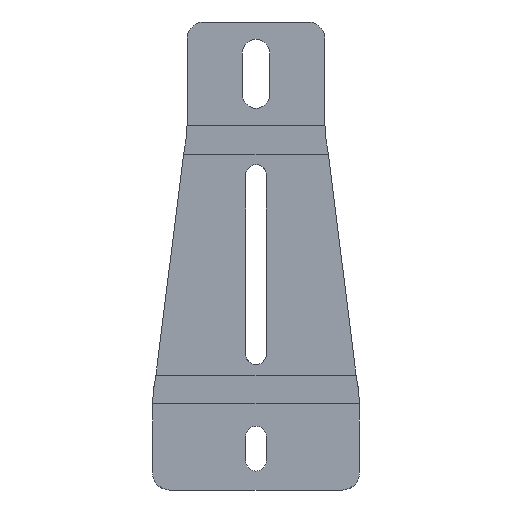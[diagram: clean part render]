
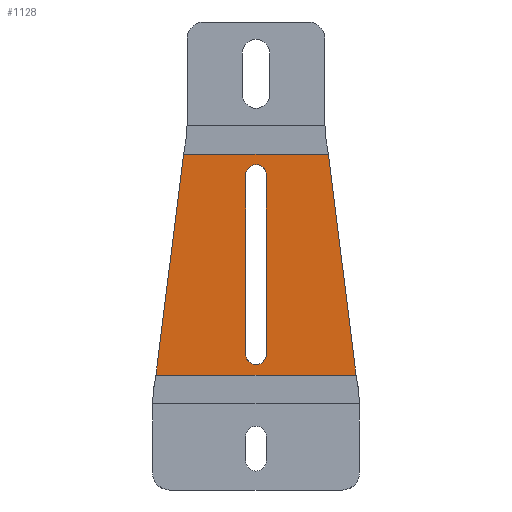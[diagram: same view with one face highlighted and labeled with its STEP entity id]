
A CAD part, front view. The second image highlights one B-rep face of the part: STEP entity #1128.
In plain terms, the highlighted planar face has unit normal (0, -1, 0).
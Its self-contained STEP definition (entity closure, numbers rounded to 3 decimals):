
#455=CARTESIAN_POINT('Vertex',(-29.,29.,8.)) ;
#490=CARTESIAN_POINT('Vertex',(29.,29.,8.)) ;
#493=CARTESIAN_POINT('Line Origine',(0.,29.,8.)) ;
#550=CARTESIAN_POINT('Line Origine',(25.,29.,40.)) ;
#554=CARTESIAN_POINT('Vertex',(21.,29.,72.)) ;
#1026=CARTESIAN_POINT('Vertex',(-21.,29.,72.)) ;
#1055=CARTESIAN_POINT('Line Origine',(0.,29.,72.)) ;
#1067=CARTESIAN_POINT('Axis2P3D Location',(0.,29.,72.)) ;
#1073=CARTESIAN_POINT('Control Point',(-29.,29.,8.)) ;
#1074=CARTESIAN_POINT('Control Point',(-21.,29.,72.)) ;
#1083=CARTESIAN_POINT('Control Point',(-3.,29.,14.)) ;
#1084=CARTESIAN_POINT('Control Point',(-3.,29.,13.058)) ;
#1085=CARTESIAN_POINT('Control Point',(-2.63,29.,12.115)) ;
#1086=CARTESIAN_POINT('Control Point',(-1.885,29.,11.37)) ;
#1087=CARTESIAN_POINT('Control Point',(0.,29.,10.63)) ;
#1088=CARTESIAN_POINT('Control Point',(1.885,29.,11.37)) ;
#1089=CARTESIAN_POINT('Control Point',(2.63,29.,12.115)) ;
#1090=CARTESIAN_POINT('Control Point',(3.,29.,13.058)) ;
#1091=CARTESIAN_POINT('Control Point',(3.,29.,14.)) ;
#1092=CARTESIAN_POINT('Vertex',(-3.,29.,14.)) ;
#1094=CARTESIAN_POINT('Vertex',(3.,29.,14.)) ;
#1097=CARTESIAN_POINT('Line Origine',(-3.,29.,40.)) ;
#1101=CARTESIAN_POINT('Vertex',(-3.,29.,66.)) ;
#1105=CARTESIAN_POINT('Control Point',(3.,29.,66.)) ;
#1106=CARTESIAN_POINT('Control Point',(3.,29.,66.942)) ;
#1107=CARTESIAN_POINT('Control Point',(2.63,29.,67.885)) ;
#1108=CARTESIAN_POINT('Control Point',(1.885,29.,68.63)) ;
#1109=CARTESIAN_POINT('Control Point',(0.,29.,69.37)) ;
#1110=CARTESIAN_POINT('Control Point',(-1.885,29.,68.63)) ;
#1111=CARTESIAN_POINT('Control Point',(-2.63,29.,67.885)) ;
#1112=CARTESIAN_POINT('Control Point',(-3.,29.,66.942)) ;
#1113=CARTESIAN_POINT('Control Point',(-3.,29.,66.)) ;
#1114=CARTESIAN_POINT('Vertex',(3.,29.,66.)) ;
#1117=CARTESIAN_POINT('Line Origine',(3.,29.,40.)) ;
#494=DIRECTION('Vector Direction',(1.,0.,0.)) ;
#551=DIRECTION('Vector Direction',(0.124,0.,-0.992)) ;
#1056=DIRECTION('Vector Direction',(1.,0.,0.)) ;
#1068=DIRECTION('Axis2P3D Direction',(0.,-1.,0.)) ;
#1069=DIRECTION('Axis2P3D XDirection',(0.,0.,-1.)) ;
#1098=DIRECTION('Vector Direction',(0.,0.,-1.)) ;
#1118=DIRECTION('Vector Direction',(0.,0.,-1.)) ;
#1070=AXIS2_PLACEMENT_3D('Plane Axis2P3D',#1067,#1068,#1069) ;
#1077=ORIENTED_EDGE('',*,*,#1059,.F.) ;
#1078=ORIENTED_EDGE('',*,*,#1075,.F.) ;
#1079=ORIENTED_EDGE('',*,*,#497,.T.) ;
#1080=ORIENTED_EDGE('',*,*,#556,.F.) ;
#1123=ORIENTED_EDGE('',*,*,#1096,.F.) ;
#1124=ORIENTED_EDGE('',*,*,#1103,.T.) ;
#1125=ORIENTED_EDGE('',*,*,#1116,.F.) ;
#1126=ORIENTED_EDGE('',*,*,#1121,.T.) ;
#1127=FACE_BOUND('',#1122,.T.) ;
#495=VECTOR('Line Direction',#494,1.) ;
#552=VECTOR('Line Direction',#551,1.) ;
#1057=VECTOR('Line Direction',#1056,1.) ;
#1099=VECTOR('Line Direction',#1098,1.) ;
#1119=VECTOR('Line Direction',#1118,1.) ;
#1128=ADVANCED_FACE('Corps principal',(#1081,#1127),#1071,.T.) ;
#1072=B_SPLINE_CURVE_WITH_KNOTS('',1,(#1073,#1074),.UNSPECIFIED.,.F.,.U.,(2,2),(-32.249,32.249),.UNSPECIFIED.) ;
#1082=B_SPLINE_CURVE_WITH_KNOTS('',5,(#1083,#1084,#1085,#1086,#1087,#1088,#1089,#1090,#1091),.UNSPECIFIED.,.F.,.U.,(6,3,6),(14.137,18.85,23.562),.UNSPECIFIED.) ;
#1104=B_SPLINE_CURVE_WITH_KNOTS('',5,(#1105,#1106,#1107,#1108,#1109,#1110,#1111,#1112,#1113),.UNSPECIFIED.,.F.,.U.,(6,3,6),(4.712,9.425,14.137),.UNSPECIFIED.) ;
#497=EDGE_CURVE('',#456,#491,#496,.T.) ;
#556=EDGE_CURVE('',#555,#491,#553,.T.) ;
#1059=EDGE_CURVE('',#1027,#555,#1058,.T.) ;
#1075=EDGE_CURVE('',#456,#1027,#1072,.T.) ;
#1096=EDGE_CURVE('',#1093,#1095,#1082,.T.) ;
#1103=EDGE_CURVE('',#1093,#1102,#1100,.F.) ;
#1116=EDGE_CURVE('',#1115,#1102,#1104,.T.) ;
#1121=EDGE_CURVE('',#1115,#1095,#1120,.T.) ;
#1076=EDGE_LOOP('',(#1077,#1078,#1079,#1080)) ;
#1122=EDGE_LOOP('',(#1123,#1124,#1125,#1126)) ;
#1081=FACE_OUTER_BOUND('',#1076,.T.) ;
#496=LINE('Line',#493,#495) ;
#553=LINE('Line',#550,#552) ;
#1058=LINE('Line',#1055,#1057) ;
#1100=LINE('Line',#1097,#1099) ;
#1120=LINE('Line',#1117,#1119) ;
#1071=PLANE('',#1070) ;
#456=VERTEX_POINT('',#455) ;
#491=VERTEX_POINT('',#490) ;
#555=VERTEX_POINT('',#554) ;
#1027=VERTEX_POINT('',#1026) ;
#1093=VERTEX_POINT('',#1092) ;
#1095=VERTEX_POINT('',#1094) ;
#1102=VERTEX_POINT('',#1101) ;
#1115=VERTEX_POINT('',#1114) ;
